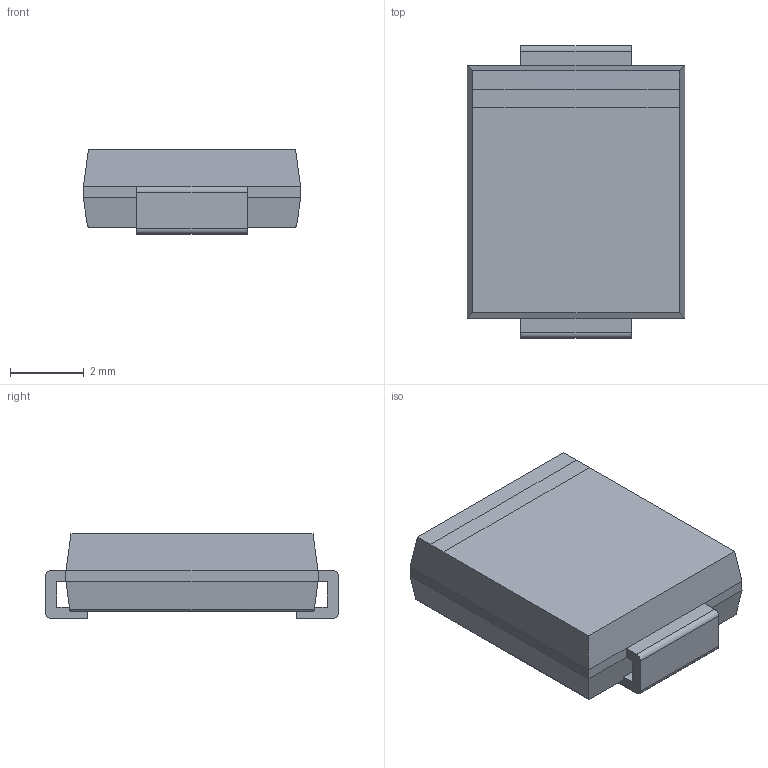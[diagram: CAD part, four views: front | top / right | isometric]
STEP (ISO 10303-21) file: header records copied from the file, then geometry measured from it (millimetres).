
FILE_DESCRIPTION(/* description */ ('STEP AP214'),/* implementation_level */ '2;1');
FILE_NAME(/* name */ 'SMC(DO-214AB).step',/* time_stamp */ '2025-03-30T17:36:30+08:00',/* author */ (''),/* organization */ (''),/* preprocessor_version */ 'ST-DEVELOPER v20.1',/* originating_system */ 'Autodesk Translation Framework v14.4.0.0',/* authorisation */ '');
FILE_SCHEMA (('AUTOMOTIVE_DESIGN { 1 0 10303 214 3 1 1 }'));
Length unit declared in the file: millimetre
Products named in the file (1): 663FBD6B-50B7-40C9-BE63-C6CFDB527686
Bounding box: 5.9 x 7.95 x 2.3 mm (x, y, z)
Volume: 86 mm3; surface area: 150.9 mm2
Topology: 1 solids, 1 shells, 42 faces, 116 edges, 72 vertices
Faces by surface type: plane 36, cylinder 6
Entity records: 1388 total; most frequent: ORIENTED_EDGE 232, CARTESIAN_POINT 231, DIRECTION 216, EDGE_CURVE 116, LINE 102, VECTOR 102, VERTEX_POINT 72, AXIS2_PLACEMENT_3D 57
